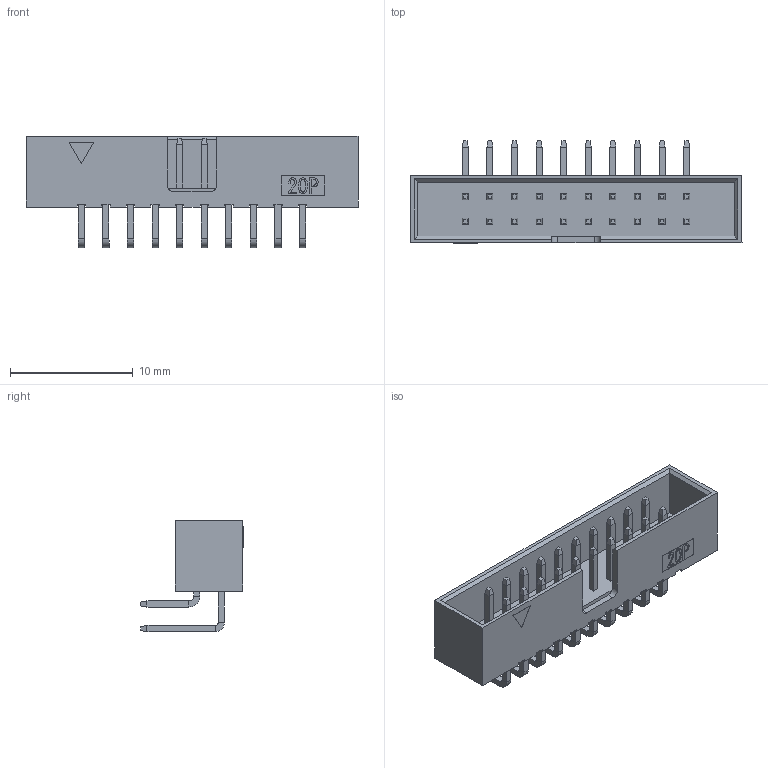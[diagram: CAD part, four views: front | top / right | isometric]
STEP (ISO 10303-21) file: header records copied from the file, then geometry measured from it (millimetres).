
FILE_DESCRIPTION( ('This file contains a STEP AP42 implementation' ,'as created by ZW3D STEP Interface translator.') ,'2;1' );
FILE_NAME( '3111-XXRXXBK00X1.stp' ,'2312 5.102551', (''), ('ZWCAD Software Co.'), 'Version 1.0', 'ZW3D to STEP translator', '' );
FILE_SCHEMA(('AUTOMOTIVE_DESIGN { 1 0 10303 214 1 1 1 1 }'));
Length unit declared in the file: millimetre
Products named in the file (1): 0
Bounding box: 27 x 8.32 x 9.05 mm (x, y, z)
Volume: 413.8 mm3; surface area: 1361.1 mm2
Topology: 1 solids, 1 shells, 746 faces, 1665 edges, 948 vertices
Faces by surface type: plane 668, cylinder 42, bspline 36
Entity records: 20749 total; most frequent: CARTESIAN_POINT 4416, ORIENTED_EDGE 3330, DIRECTION 2857, EDGE_CURVE 1665, VECTOR 1263, LINE 1263, VERTEX_POINT 948, AXIS2_PLACEMENT_3D 797
